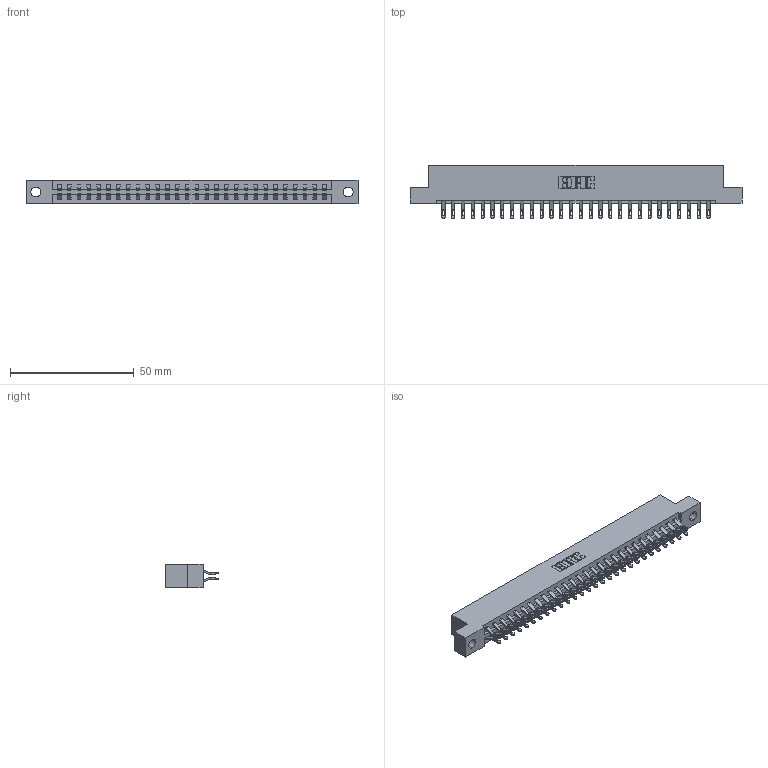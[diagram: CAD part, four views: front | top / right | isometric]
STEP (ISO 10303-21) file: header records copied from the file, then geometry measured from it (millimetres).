
FILE_DESCRIPTION (( 'STEP AP203' ), '1' );
FILE_NAME ('337-056-555-204.STEP', '2019-10-09T19:10:29', ( '' ), ( '' ), 'SwSTEP 2.0', 'SolidWorks 2016', '' );
FILE_SCHEMA (( 'CONFIG_CONTROL_DESIGN' ));
Length unit declared in the file: inch
Products named in the file (3): 337-056-555-204; 337 Part_Flush Mounting Lugs - 0.156 Dia-TH; 345-292-001_555 Tail
Assembly tree (57 placements, depth 2):
  337-056-555-204
    337 Part_Flush Mounting Lugs - 0.156 Dia-TH
    345-292-001_555 Tail  x56
Bounding box: 133.96 x 21.47 x 9.4 mm (x, y, z)
Volume: 14005.9 mm3; surface area: 16107.3 mm2
Topology: 57 solids, 57 shells, 3474 faces, 10895 edges, 7262 vertices
Faces by surface type: plane 2086, cylinder 1388
Entity records: 23849 total; most frequent: CARTESIAN_POINT 4064, ORIENTED_EDGE 3970, DIRECTION 3453, EDGE_CURVE 1985, LINE 1837, VECTOR 1837, VERTEX_POINT 1322, AXIS2_PLACEMENT_3D 808
